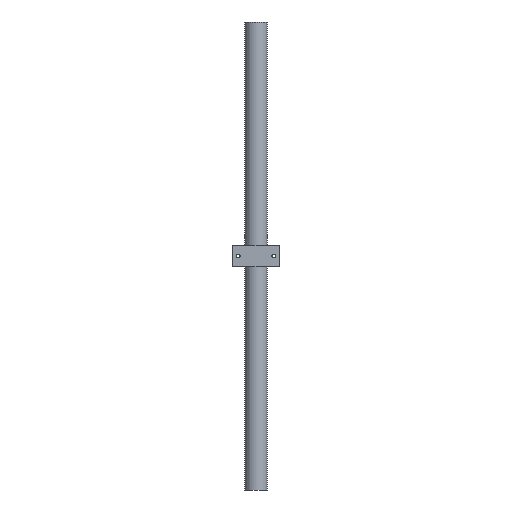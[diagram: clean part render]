
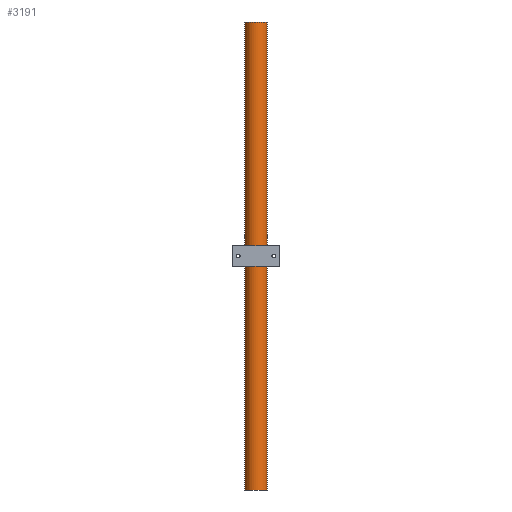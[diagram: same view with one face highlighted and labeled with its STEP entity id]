
A CAD part, front view. The second image highlights one B-rep face of the part: STEP entity #3191.
In plain terms, the highlighted cylindrical face has radius 23.75 mm (diameter 47.5 mm), a partial arc.
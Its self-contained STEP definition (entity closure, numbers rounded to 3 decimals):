
#84 = DIRECTION ( 'NONE',  ( 1., 0., 0. ) ) ;
#91 = DIRECTION ( 'NONE',  ( 0., 0., 1. ) ) ;
#93 = CARTESIAN_POINT ( 'NONE',  ( 0., 0., 0. ) ) ;
#203 = CARTESIAN_POINT ( 'NONE',  ( 23.75, 0., 1000. ) ) ;
#209 = VERTEX_POINT ( 'NONE', #2755 ) ;
#298 = CIRCLE ( 'NONE', #772, 23.75 ) ;
#364 = EDGE_CURVE ( 'NONE', #1024, #209, #3508, .T. ) ;
#593 = VERTEX_POINT ( 'NONE', #1659 ) ;
#759 = VERTEX_POINT ( 'NONE', #1080 ) ;
#772 = AXIS2_PLACEMENT_3D ( 'NONE', #4173, #4179, #4180 ) ;
#865 = EDGE_LOOP ( 'NONE', ( #3024, #3502, #3473, #3054 ) ) ;
#874 = CYLINDRICAL_SURFACE ( 'NONE', #4217, 23.75 ) ;
#1024 = VERTEX_POINT ( 'NONE', #203 ) ;
#1055 = EDGE_CURVE ( 'NONE', #593, #209, #2207, .T. ) ;
#1080 = CARTESIAN_POINT ( 'NONE',  ( -23.75, 0., 1000. ) ) ;
#1659 = CARTESIAN_POINT ( 'NONE',  ( -23.75, 0., 0. ) ) ;
#1792 = DIRECTION ( 'NONE',  ( -1., 0., 0. ) ) ;
#1803 = EDGE_CURVE ( 'NONE', #759, #1024, #298, .T. ) ;
#1941 = DIRECTION ( 'NONE',  ( 0., 0., -1. ) ) ;
#1945 = CARTESIAN_POINT ( 'NONE',  ( 0., 0., 1000. ) ) ;
#2151 = AXIS2_PLACEMENT_3D ( 'NONE', #93, #91, #84 ) ;
#2207 = CIRCLE ( 'NONE', #2151, 23.75 ) ;
#2252 = CARTESIAN_POINT ( 'NONE',  ( 23.75, 0., 1000. ) ) ;
#2261 = DIRECTION ( 'NONE',  ( 0., 0., -1. ) ) ;
#2383 = EDGE_CURVE ( 'NONE', #759, #593, #4473, .T. ) ;
#2755 = CARTESIAN_POINT ( 'NONE',  ( 23.75, 0., 0. ) ) ;
#2777 = CARTESIAN_POINT ( 'NONE',  ( -23.75, 0., 1000. ) ) ;
#2791 = DIRECTION ( 'NONE',  ( 0., 0., -1. ) ) ;
#3024 = ORIENTED_EDGE ( 'NONE', *, *, #364, .F. ) ;
#3054 = ORIENTED_EDGE ( 'NONE', *, *, #1055, .T. ) ;
#3191 = ADVANCED_FACE ( 'NONE', ( #3761 ), #874, .T. ) ;
#3473 = ORIENTED_EDGE ( 'NONE', *, *, #2383, .T. ) ;
#3502 = ORIENTED_EDGE ( 'NONE', *, *, #1803, .F. ) ;
#3508 = LINE ( 'NONE', #2252, #3615 ) ;
#3615 = VECTOR ( 'NONE', #2261, 1000. ) ;
#3761 = FACE_OUTER_BOUND ( 'NONE', #865, .T. ) ;
#3803 = VECTOR ( 'NONE', #2791, 1000. ) ;
#4173 = CARTESIAN_POINT ( 'NONE',  ( 0., 0., 1000. ) ) ;
#4179 = DIRECTION ( 'NONE',  ( 0., 0., 1. ) ) ;
#4180 = DIRECTION ( 'NONE',  ( 1., 0., 0. ) ) ;
#4217 = AXIS2_PLACEMENT_3D ( 'NONE', #1945, #1941, #1792 ) ;
#4473 = LINE ( 'NONE', #2777, #3803 ) ;
